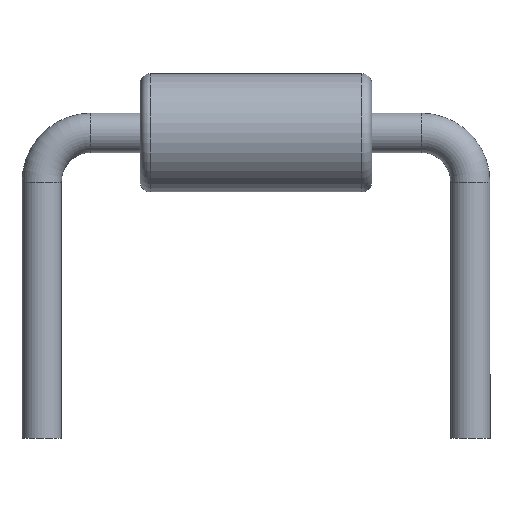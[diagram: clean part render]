
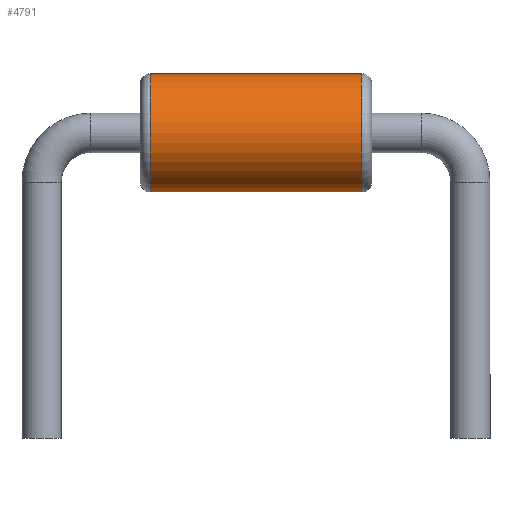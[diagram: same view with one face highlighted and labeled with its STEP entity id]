
A CAD part, front view. The second image highlights one B-rep face of the part: STEP entity #4791.
In plain terms, the highlighted cylindrical face has radius 1.2 mm (diameter 2.4 mm), a partial arc.
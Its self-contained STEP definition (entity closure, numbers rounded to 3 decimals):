
#303 = CARTESIAN_POINT ( 'NONE',  ( 2.35, 0., 0. ) ) ;
#315 = CARTESIAN_POINT ( 'NONE',  ( 2.35, 0., 1.2 ) ) ;
#367 = FACE_OUTER_BOUND ( 'NONE', #9506, .T. ) ;
#471 = AXIS2_PLACEMENT_3D ( 'NONE', #10281, #6091, #1847 ) ;
#712 = VERTEX_POINT ( 'NONE', #4021 ) ;
#763 = CARTESIAN_POINT ( 'NONE',  ( -2.15, 0., -1.2 ) ) ;
#1847 = DIRECTION ( 'NONE',  ( 0., 0., -1. ) ) ;
#3022 = AXIS2_PLACEMENT_3D ( 'NONE', #5598, #3506, #4472 ) ;
#3143 = VERTEX_POINT ( 'NONE', #4089 ) ;
#3375 = EDGE_CURVE ( 'NONE', #9212, #11301, #6705, .T. ) ;
#3506 = DIRECTION ( 'NONE',  ( -1., 0., 0. ) ) ;
#3805 = EDGE_CURVE ( 'NONE', #712, #9212, #7469, .T. ) ;
#4021 = CARTESIAN_POINT ( 'NONE',  ( 2.15, 0., 1.2 ) ) ;
#4067 = EDGE_CURVE ( 'NONE', #3143, #712, #8212, .T. ) ;
#4089 = CARTESIAN_POINT ( 'NONE',  ( 2.15, 0., -1.2 ) ) ;
#4472 = DIRECTION ( 'NONE',  ( 0., 0., -1. ) ) ;
#4631 = CARTESIAN_POINT ( 'NONE',  ( 2.35, 0., -1.2 ) ) ;
#4791 = ADVANCED_FACE ( 'NONE', ( #367 ), #7527, .T. ) ;
#5491 = DIRECTION ( 'NONE',  ( -1., 0., 0. ) ) ;
#5598 = CARTESIAN_POINT ( 'NONE',  ( 2.15, 0., 0. ) ) ;
#5744 = DIRECTION ( 'NONE',  ( -1., 0., 0. ) ) ;
#6091 = DIRECTION ( 'NONE',  ( 1., 0., 0. ) ) ;
#6399 = ORIENTED_EDGE ( 'NONE', *, *, #3375, .T. ) ;
#6690 = ORIENTED_EDGE ( 'NONE', *, *, #4067, .T. ) ;
#6705 = CIRCLE ( 'NONE', #471, 1.2 ) ;
#6859 = EDGE_CURVE ( 'NONE', #3143, #11301, #7794, .T. ) ;
#7469 = LINE ( 'NONE', #315, #12712 ) ;
#7527 = CYLINDRICAL_SURFACE ( 'NONE', #12898, 1.2 ) ;
#7794 = LINE ( 'NONE', #4631, #8974 ) ;
#8212 = CIRCLE ( 'NONE', #3022, 1.2 ) ;
#8974 = VECTOR ( 'NONE', #9773, 1000. ) ;
#9212 = VERTEX_POINT ( 'NONE', #11846 ) ;
#9506 = EDGE_LOOP ( 'NONE', ( #12703, #6690, #13362, #6399 ) ) ;
#9773 = DIRECTION ( 'NONE',  ( -1., 0., 0. ) ) ;
#10281 = CARTESIAN_POINT ( 'NONE',  ( -2.15, 0., 0. ) ) ;
#10686 = DIRECTION ( 'NONE',  ( 0., 0., 1. ) ) ;
#11301 = VERTEX_POINT ( 'NONE', #763 ) ;
#11846 = CARTESIAN_POINT ( 'NONE',  ( -2.15, 0., 1.2 ) ) ;
#12703 = ORIENTED_EDGE ( 'NONE', *, *, #6859, .F. ) ;
#12712 = VECTOR ( 'NONE', #5744, 1000. ) ;
#12898 = AXIS2_PLACEMENT_3D ( 'NONE', #303, #5491, #10686 ) ;
#13362 = ORIENTED_EDGE ( 'NONE', *, *, #3805, .T. ) ;
